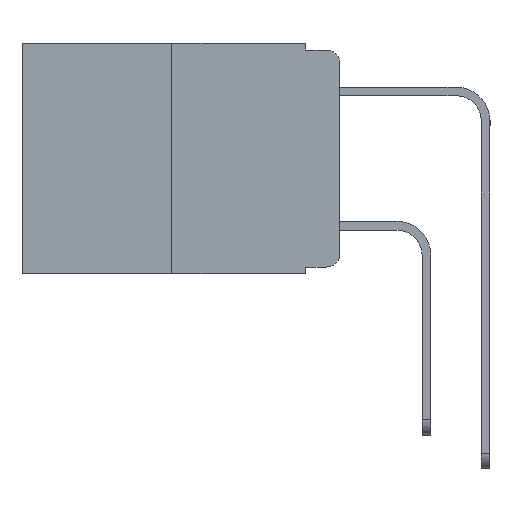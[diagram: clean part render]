
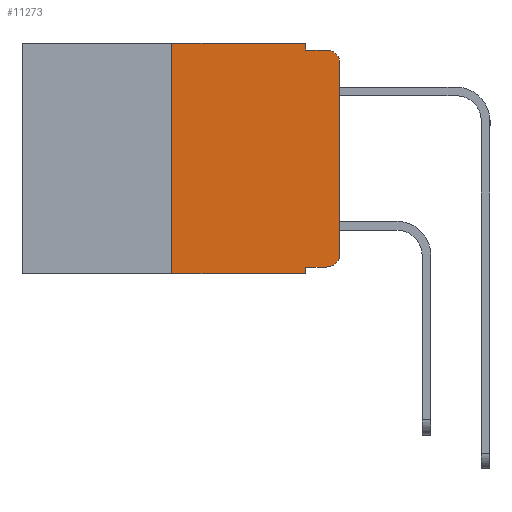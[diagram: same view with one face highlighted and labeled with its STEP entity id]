
A CAD part, left-side view. The second image highlights one B-rep face of the part: STEP entity #11273.
In plain terms, the highlighted planar face has unit normal (-1, 0, 0).
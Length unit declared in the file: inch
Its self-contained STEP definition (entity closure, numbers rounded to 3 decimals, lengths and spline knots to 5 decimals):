
#337 = ORIENTED_EDGE ( 'NONE', *, *, #4773, .F. ) ;
#529 = ORIENTED_EDGE ( 'NONE', *, *, #16154, .T. ) ;
#802 = ORIENTED_EDGE ( 'NONE', *, *, #4343, .F. ) ;
#853 = VECTOR ( 'NONE', #13709, 39.37008 ) ;
#1085 = VECTOR ( 'NONE', #6435, 39.37008 ) ;
#1122 = EDGE_CURVE ( 'NONE', #4671, #10138, #10019, .T. ) ;
#1410 = VERTEX_POINT ( 'NONE', #11467 ) ;
#1460 = DIRECTION ( 'NONE',  ( -1., 0., 0. ) ) ;
#1538 = DIRECTION ( 'NONE',  ( 0., -1., 0. ) ) ;
#1570 = DIRECTION ( 'NONE',  ( 0., -1., 0. ) ) ;
#2072 = CARTESIAN_POINT ( 'NONE',  ( 0., 0.25, 0. ) ) ;
#2336 = CARTESIAN_POINT ( 'NONE',  ( 0., 0., 0. ) ) ;
#2354 = ORIENTED_EDGE ( 'NONE', *, *, #16133, .F. ) ;
#2365 = CARTESIAN_POINT ( 'NONE',  ( 0., 0.051, -0.333 ) ) ;
#2670 = EDGE_CURVE ( 'NONE', #14751, #8637, #15148, .T. ) ;
#2914 = VERTEX_POINT ( 'NONE', #3814 ) ;
#3268 = VERTEX_POINT ( 'NONE', #12890 ) ;
#3683 = EDGE_LOOP ( 'NONE', ( #6983, #13516, #2354, #8457, #4114, #337, #4252, #802, #529, #15630 ) ) ;
#3814 = CARTESIAN_POINT ( 'NONE',  ( 0., 0.25, -0.343 ) ) ;
#4114 = ORIENTED_EDGE ( 'NONE', *, *, #2670, .F. ) ;
#4221 = CARTESIAN_POINT ( 'NONE',  ( 0., 0.473, 0. ) ) ;
#4252 = ORIENTED_EDGE ( 'NONE', *, *, #5470, .T. ) ;
#4343 = EDGE_CURVE ( 'NONE', #6523, #4579, #14069, .T. ) ;
#4371 = VECTOR ( 'NONE', #1538, 39.37008 ) ;
#4555 = CARTESIAN_POINT ( 'NONE',  ( 0., 0.051, -0.333 ) ) ;
#4579 = VERTEX_POINT ( 'NONE', #7885 ) ;
#4671 = VERTEX_POINT ( 'NONE', #15776 ) ;
#4773 = EDGE_CURVE ( 'NONE', #2914, #14751, #7969, .T. ) ;
#5166 = CIRCLE ( 'NONE', #6683, 0.02 ) ;
#5470 = EDGE_CURVE ( 'NONE', #2914, #4579, #14056, .T. ) ;
#5546 = DIRECTION ( 'NONE',  ( -1., 0., 0. ) ) ;
#5835 = VERTEX_POINT ( 'NONE', #9764 ) ;
#6195 = CARTESIAN_POINT ( 'NONE',  ( 0., 0.051, 0. ) ) ;
#6435 = DIRECTION ( 'NONE',  ( 0., 0., 1. ) ) ;
#6523 = VERTEX_POINT ( 'NONE', #4555 ) ;
#6683 = AXIS2_PLACEMENT_3D ( 'NONE', #13090, #5546, #14372 ) ;
#6770 = DIRECTION ( 'NONE',  ( 0., 0., -1. ) ) ;
#6983 = ORIENTED_EDGE ( 'NONE', *, *, #1122, .T. ) ;
#7020 = CIRCLE ( 'NONE', #12773, 0.02 ) ;
#7363 = VECTOR ( 'NONE', #14440, 39.37008 ) ;
#7437 = VECTOR ( 'NONE', #14157, 39.37008 ) ;
#7762 = LINE ( 'NONE', #2365, #4371 ) ;
#7835 = AXIS2_PLACEMENT_3D ( 'NONE', #4221, #14342, #6770 ) ;
#7885 = CARTESIAN_POINT ( 'NONE',  ( 0., 0.051, -0.343 ) ) ;
#7969 = LINE ( 'NONE', #2072, #1085 ) ;
#8457 = ORIENTED_EDGE ( 'NONE', *, *, #15410, .F. ) ;
#8637 = VERTEX_POINT ( 'NONE', #12779 ) ;
#8842 = CARTESIAN_POINT ( 'NONE',  ( 0., 0.051, -0.01 ) ) ;
#9202 = CARTESIAN_POINT ( 'NONE',  ( 0., 0.02, -0.313 ) ) ;
#9348 = FACE_OUTER_BOUND ( 'NONE', #3683, .T. ) ;
#9764 = CARTESIAN_POINT ( 'NONE',  ( 0., 0.02, -0.333 ) ) ;
#9919 = CARTESIAN_POINT ( 'NONE',  ( 0., 0.25, 0. ) ) ;
#10019 = LINE ( 'NONE', #2336, #7437 ) ;
#10101 = EDGE_CURVE ( 'NONE', #5835, #4671, #7020, .T. ) ;
#10106 = DIRECTION ( 'NONE',  ( 0., -1., 0. ) ) ;
#10138 = VERTEX_POINT ( 'NONE', #14260 ) ;
#10470 = DIRECTION ( 'NONE',  ( 0., 0., -1. ) ) ;
#10891 = CARTESIAN_POINT ( 'NONE',  ( 0., 0.473, 0. ) ) ;
#11273 = ADVANCED_FACE ( 'NONE', ( #9348 ), #13059, .F. ) ;
#11467 = CARTESIAN_POINT ( 'NONE',  ( 0., 0.051, -0.01 ) ) ;
#11752 = LINE ( 'NONE', #6195, #15117 ) ;
#11779 = VECTOR ( 'NONE', #1570, 39.37008 ) ;
#11911 = LINE ( 'NONE', #8842, #14474 ) ;
#12773 = AXIS2_PLACEMENT_3D ( 'NONE', #9202, #1460, #10470 ) ;
#12779 = CARTESIAN_POINT ( 'NONE',  ( 0., 0.051, 0. ) ) ;
#12890 = CARTESIAN_POINT ( 'NONE',  ( 0., 0.02, -0.01 ) ) ;
#13059 = PLANE ( 'NONE',  #7835 ) ;
#13090 = CARTESIAN_POINT ( 'NONE',  ( 0., 0.02, -0.03 ) ) ;
#13281 = EDGE_CURVE ( 'NONE', #10138, #3268, #5166, .T. ) ;
#13516 = ORIENTED_EDGE ( 'NONE', *, *, #13281, .T. ) ;
#13709 = DIRECTION ( 'NONE',  ( 0., -1., 0. ) ) ;
#13738 = DIRECTION ( 'NONE',  ( 0., 0., -1. ) ) ;
#13769 = CARTESIAN_POINT ( 'NONE',  ( 0., 0.473, -0.343 ) ) ;
#14056 = LINE ( 'NONE', #13769, #853 ) ;
#14069 = LINE ( 'NONE', #16047, #7363 ) ;
#14157 = DIRECTION ( 'NONE',  ( 0., 0., 1. ) ) ;
#14260 = CARTESIAN_POINT ( 'NONE',  ( 0., 0., -0.03 ) ) ;
#14342 = DIRECTION ( 'NONE',  ( 1., 0., 0. ) ) ;
#14372 = DIRECTION ( 'NONE',  ( 0., 0., -1. ) ) ;
#14440 = DIRECTION ( 'NONE',  ( 0., 0., -1. ) ) ;
#14474 = VECTOR ( 'NONE', #10106, 39.37008 ) ;
#14751 = VERTEX_POINT ( 'NONE', #9919 ) ;
#15117 = VECTOR ( 'NONE', #13738, 39.37008 ) ;
#15148 = LINE ( 'NONE', #10891, #11779 ) ;
#15410 = EDGE_CURVE ( 'NONE', #8637, #1410, #11752, .T. ) ;
#15630 = ORIENTED_EDGE ( 'NONE', *, *, #10101, .T. ) ;
#15776 = CARTESIAN_POINT ( 'NONE',  ( 0., 0., -0.313 ) ) ;
#16047 = CARTESIAN_POINT ( 'NONE',  ( 0., 0.051, 0. ) ) ;
#16133 = EDGE_CURVE ( 'NONE', #1410, #3268, #11911, .T. ) ;
#16154 = EDGE_CURVE ( 'NONE', #6523, #5835, #7762, .T. ) ;
